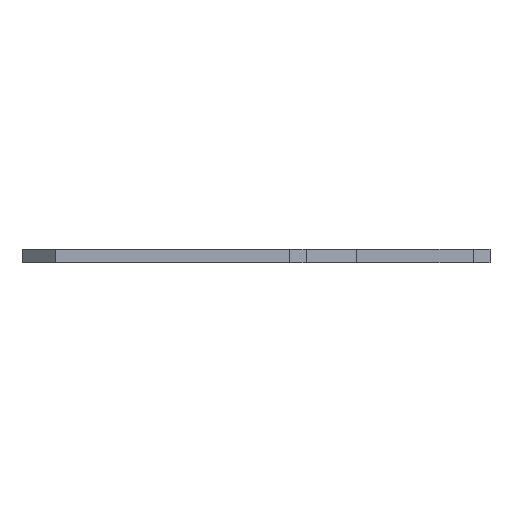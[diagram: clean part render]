
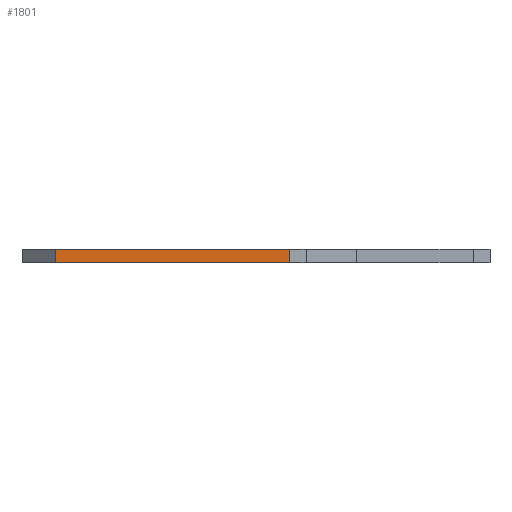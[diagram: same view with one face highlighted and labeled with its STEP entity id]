
A CAD part, front view. The second image highlights one B-rep face of the part: STEP entity #1801.
In plain terms, the highlighted planar face has unit normal (0, -1, 0).
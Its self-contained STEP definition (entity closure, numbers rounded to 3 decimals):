
#396=FACE_OUTER_BOUND('',#476,.T.);
#476=EDGE_LOOP('',(#1547,#1548,#1549,#1550));
#606=LINE('',#2581,#805);
#625=LINE('',#2629,#824);
#675=LINE('',#2729,#874);
#683=LINE('',#2744,#882);
#805=VECTOR('',#2109,10.);
#824=VECTOR('',#2144,10.);
#874=VECTOR('',#2244,10.);
#882=VECTOR('',#2262,10.);
#982=VERTEX_POINT('',#2578);
#983=VERTEX_POINT('',#2580);
#1004=VERTEX_POINT('',#2627);
#1029=VERTEX_POINT('',#2728);
#1146=EDGE_CURVE('',#982,#983,#606,.T.);
#1172=EDGE_CURVE('',#1004,#982,#625,.T.);
#1222=EDGE_CURVE('',#983,#1029,#675,.T.);
#1230=EDGE_CURVE('',#1029,#1004,#683,.T.);
#1547=ORIENTED_EDGE('',*,*,#1172,.F.);
#1548=ORIENTED_EDGE('',*,*,#1230,.F.);
#1549=ORIENTED_EDGE('',*,*,#1222,.F.);
#1550=ORIENTED_EDGE('',*,*,#1146,.F.);
#1735=PLANE('',#1904);
#1801=ADVANCED_FACE('',(#396),#1735,.T.);
#1904=AXIS2_PLACEMENT_3D('',#2743,#2260,#2261);
#2109=DIRECTION('',(-1.,0.,0.));
#2144=DIRECTION('',(0.,0.,-1.));
#2244=DIRECTION('',(0.,0.,1.));
#2260=DIRECTION('center_axis',(0.,-1.,0.));
#2261=DIRECTION('ref_axis',(-1.,0.,0.));
#2262=DIRECTION('',(1.,0.,0.));
#2578=CARTESIAN_POINT('',(2.,-30.,-0.8));
#2580=CARTESIAN_POINT('',(-12.,-30.,-0.8));
#2581=CARTESIAN_POINT('',(-14.,-30.,-0.8));
#2627=CARTESIAN_POINT('',(2.,-30.,0.));
#2629=CARTESIAN_POINT('',(2.,-30.,0.));
#2728=CARTESIAN_POINT('',(-12.,-30.,0.));
#2729=CARTESIAN_POINT('',(-12.,-30.,0.));
#2743=CARTESIAN_POINT('Origin',(14.,-30.,0.));
#2744=CARTESIAN_POINT('',(-14.,-30.,0.));
